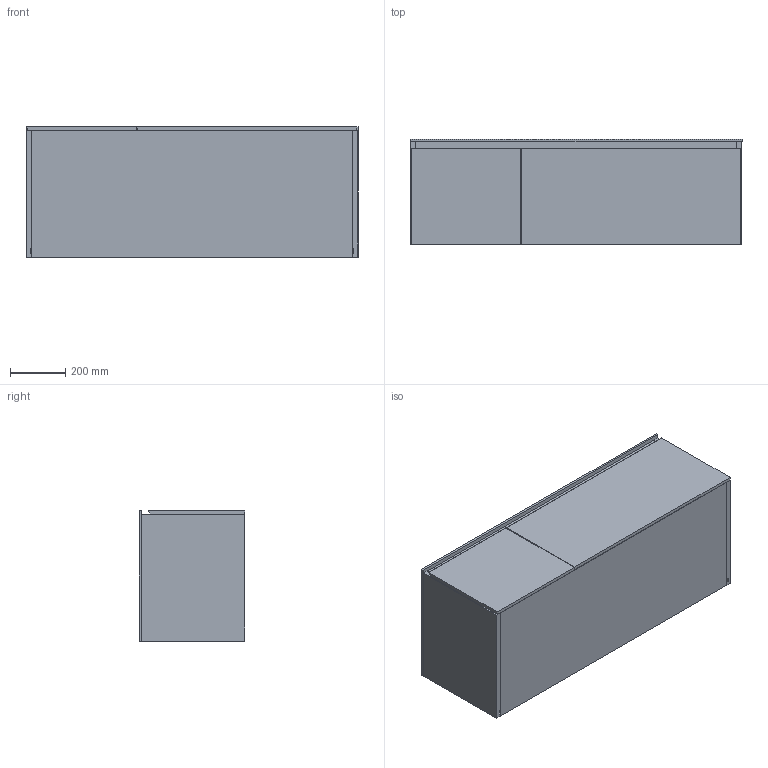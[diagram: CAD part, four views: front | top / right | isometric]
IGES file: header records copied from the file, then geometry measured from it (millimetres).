
Start section: SolidWorks IGES file using analytic representation for surfaces
Global section: file name: WP 1200375-2AUSACUR-47.IGS; native system: SolidWorks 2019; preprocessor: SolidWorks 2019; author: r.frank; date: 200721.114003; units: millimetre
Bounding box: 1200 x 382 x 470 mm (x, y, z)
Surface area: 6408930.6 mm2 (no closed solid volume)
Topology: 0 solids, 0 shells, 223 faces, 2283 edges, 2283 vertices
Faces by surface type: bspline 197, revolution 26
